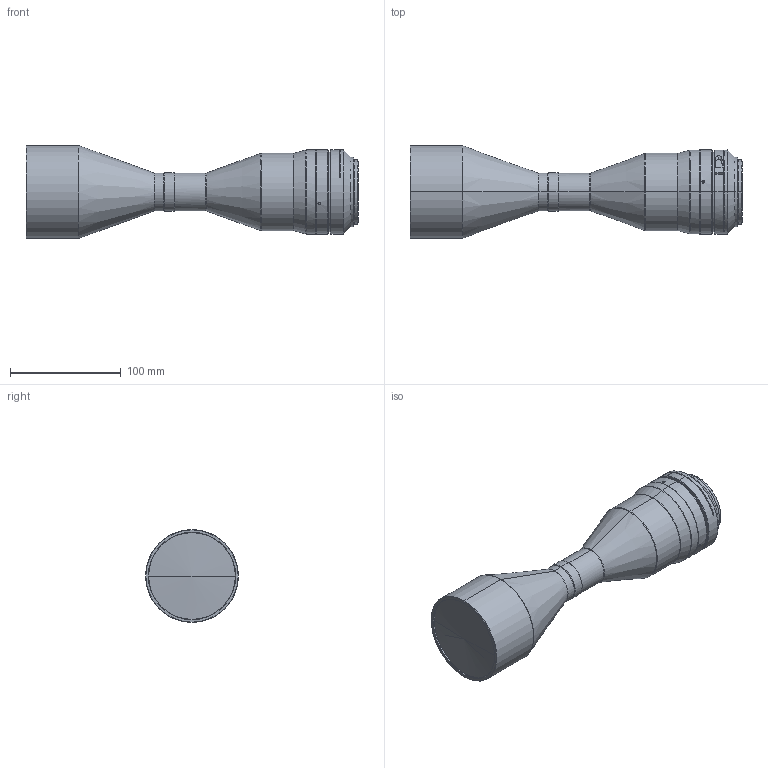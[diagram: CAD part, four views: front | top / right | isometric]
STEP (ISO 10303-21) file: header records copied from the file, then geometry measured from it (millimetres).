
FILE_DESCRIPTION (( 'STEP AP203' ), '1' );
FILE_NAME ('DTCM35FH-64H-M58-AL.STEP', '2019-11-14T08:18:47', ( 'Windows 蚚誧' ), ( '' ), 'SwSTEP 2.0', 'SolidWorks 2017', '' );
FILE_SCHEMA (( 'CONFIG_CONTROL_DESIGN' ));
Length unit declared in the file: millimetre
Products named in the file (1): DTCM35FH-64H-M58-AL
Bounding box: 300.3 x 84 x 84 mm (x, y, z)
Volume: 965693.7 mm3; surface area: 71150 mm2
Topology: 2 solids, 2 shells, 115 faces, 272 edges, 167 vertices
Faces by surface type: cylinder 45, cone 39, plane 19, bspline 12
Entity records: 3876 total; most frequent: CARTESIAN_POINT 1185, DIRECTION 573, ORIENTED_EDGE 536, EDGE_CURVE 268, AXIS2_PLACEMENT_3D 237, VERTEX_POINT 167, CIRCLE 133, EDGE_LOOP 127
